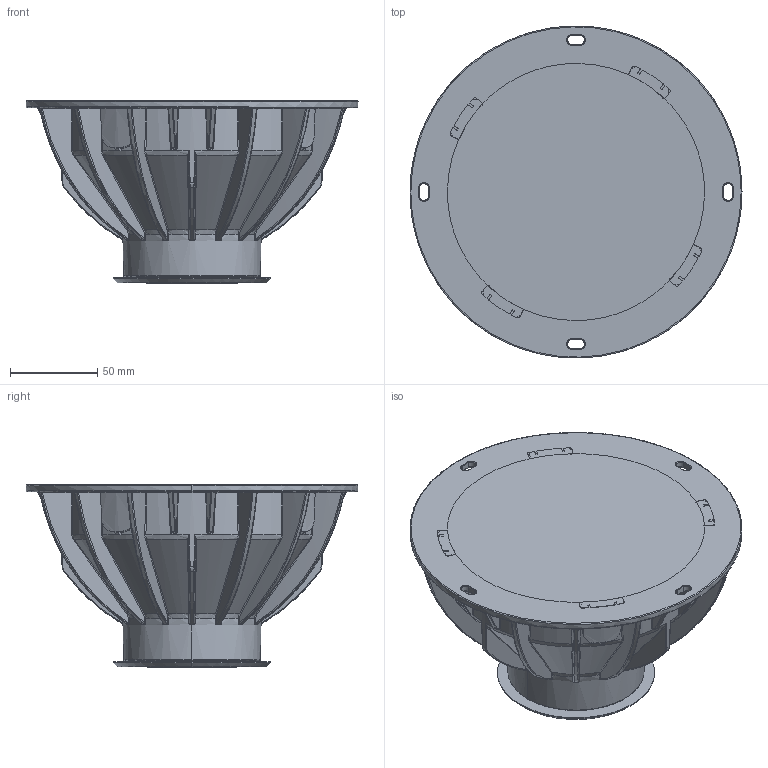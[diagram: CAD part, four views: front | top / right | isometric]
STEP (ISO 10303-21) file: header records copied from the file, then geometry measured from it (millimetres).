
FILE_DESCRIPTION(/* description */ (''),/* implementation_level */ '2;1');
FILE_NAME(/* name */ 'T403350_EGO 90 WO-DO TONDO',/* time_stamp */ '2018-02-06T17:13:44+01:00',/* author */ (''),/* organization */ (''),/* preprocessor_version */ 'ST-DEVELOPER v15',/* originating_system */ '',/* authorisation */ '');
FILE_SCHEMA (('CONFIG_CONTROL_DESIGN'));
Length unit declared in the file: millimetre
Products named in the file (1): Document
Bounding box: 189.97 x 189.92 x 104.3 mm (x, y, z)
Volume: 32947.5 mm3; surface area: 133077.2 mm2
Topology: 4 solids, 5 shells, 1078 faces, 2709 edges, 1531 vertices
Faces by surface type: bspline 904, plane 174
Entity records: 54983 total; most frequent: CARTESIAN_POINT 40730, ORIENTED_EDGE 5246, EDGE_CURVE 2651, VERTEX_POINT 1531, EDGE_LOOP 1100, ADVANCED_FACE 1078, FACE_OUTER_BOUND 1078, B_SPLINE_CURVE_WITH_KNOTS 884
